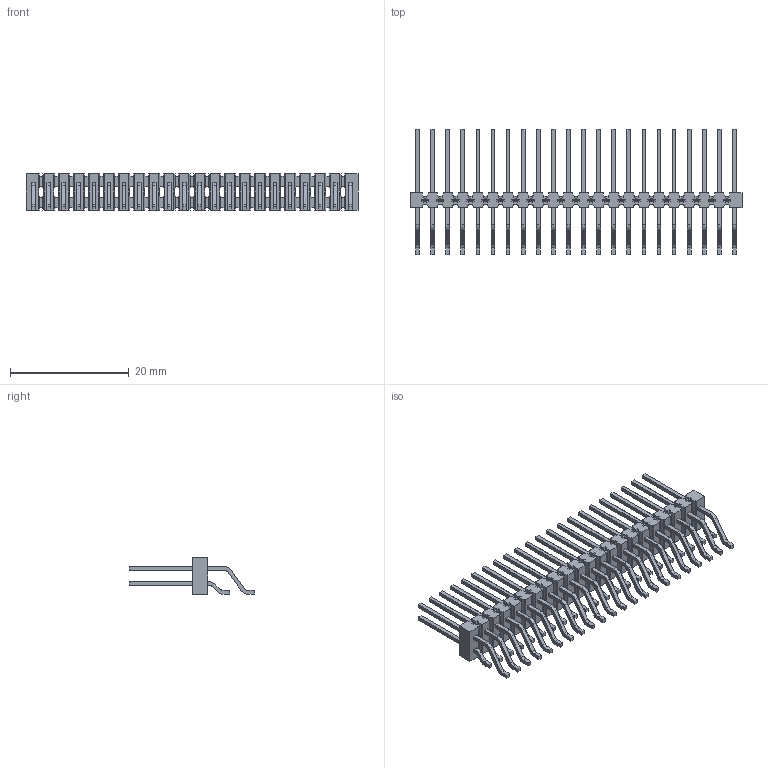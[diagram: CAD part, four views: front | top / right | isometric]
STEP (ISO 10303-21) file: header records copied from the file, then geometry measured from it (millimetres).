
FILE_DESCRIPTION(('FreeCAD Model'),'2;1');
FILE_NAME('Open CASCADE Shape Model','2025-02-20T15:22:29',(''),(''), 'Open CASCADE STEP processor 7.8','FreeCAD','Unknown');
FILE_SCHEMA(('AUTOMOTIVE_DESIGN { 1 0 10303 214 1 1 1 1 }'));
Length unit declared in the file: millimetre
Products named in the file (4): TSM-122-03-L-DH-P-TR_(pad hidden); TSM-122-03-DH_body; T-1S6-09-L(-03-22-DH); T-1S6-09-L(-03-22-DH)2
Assembly tree (3 placements, depth 2):
  TSM-122-03-L-DH-P-TR_(pad hidden)
    TSM-122-03-DH_body
    T-1S6-09-L(-03-22-DH)
    T-1S6-09-L(-03-22-DH)2
Bounding box: 55.88 x 21.08 x 6.1 mm (x, y, z)
Volume: 977.5 mm3; surface area: 4413.8 mm2
Topology: 3 solids, 3 shells, 2288 faces, 6540 edges, 4304 vertices
Faces by surface type: plane 2028, cylinder 260
Entity records: 73841 total; most frequent: CARTESIAN_POINT 13136, ORIENTED_EDGE 13080, DIRECTION 11644, EDGE_CURVE 6540, LINE 6020, VECTOR 6020, VERTEX_POINT 4304, AXIS2_PLACEMENT_3D 2812
